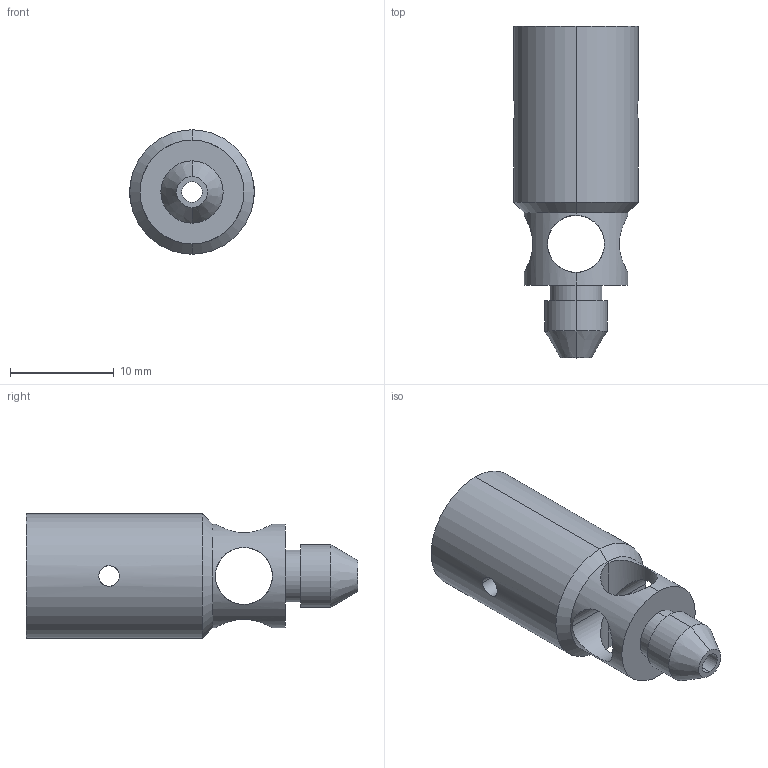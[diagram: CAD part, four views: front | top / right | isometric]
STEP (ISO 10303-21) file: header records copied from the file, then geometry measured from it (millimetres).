
FILE_DESCRIPTION (( 'STEP AP214' ), '1' );
FILE_NAME ('MINT032-M-1006.ipt.STEP', '2025-02-26T10:18:29', ( '' ), ( '' ), 'SwSTEP 2.0', 'SolidWorks 2025', '' );
FILE_SCHEMA (( 'AUTOMOTIVE_DESIGN' ));
Length unit declared in the file: millimetre
Products named in the file (1): MINT032-M-1006.ipt
Bounding box: 12 x 32 x 12 mm (x, y, z)
Volume: 1573.7 mm3; surface area: 1765.5 mm2
Topology: 1 solids, 1 shells, 35 faces, 94 edges, 58 vertices
Faces by surface type: cylinder 26, plane 5, cone 4
Entity records: 1677 total; most frequent: CARTESIAN_POINT 808, ORIENTED_EDGE 188, DIRECTION 156, EDGE_CURVE 94, AXIS2_PLACEMENT_3D 62, VERTEX_POINT 58, EDGE_LOOP 46, FACE_OUTER_BOUND 35
